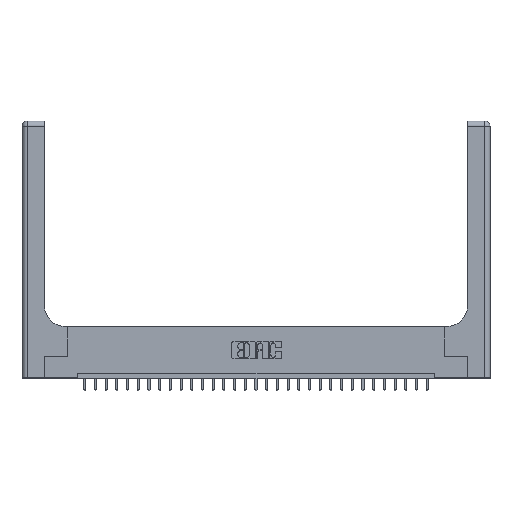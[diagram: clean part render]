
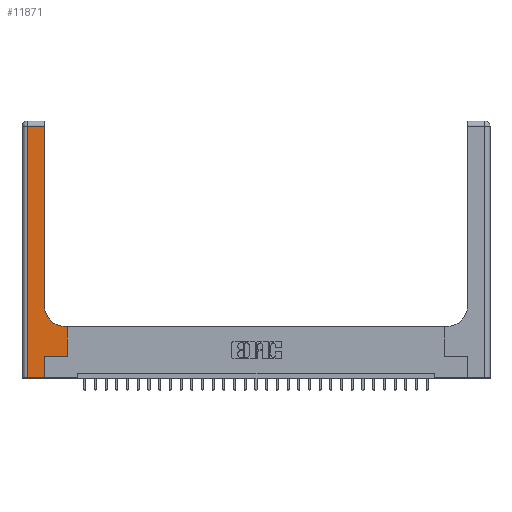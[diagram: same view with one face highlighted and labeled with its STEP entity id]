
A CAD part, top view. The second image highlights one B-rep face of the part: STEP entity #11871.
In plain terms, the highlighted planar face has unit normal (0, 0, 1).
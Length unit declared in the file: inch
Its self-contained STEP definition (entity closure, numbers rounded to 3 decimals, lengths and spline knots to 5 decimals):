
#359 = DIRECTION ( 'NONE',  ( 1., 0., 0. ) ) ;
#375 = EDGE_CURVE ( 'NONE', #9161, #13937, #22444, .T. ) ;
#490 = CIRCLE ( 'NONE', #19506, 0.25 ) ;
#1170 = VERTEX_POINT ( 'NONE', #13226 ) ;
#1322 = VECTOR ( 'NONE', #24584, 39.37008 ) ;
#1552 = EDGE_CURVE ( 'NONE', #19086, #7312, #4905, .T. ) ;
#1788 = DIRECTION ( 'NONE',  ( -1., 0., 0. ) ) ;
#2445 = CARTESIAN_POINT ( 'NONE',  ( 0.265, 0.25, 0.37 ) ) ;
#2563 = CARTESIAN_POINT ( 'NONE',  ( 0.265, 0.25, 0.37 ) ) ;
#2789 = DIRECTION ( 'NONE',  ( 0., -1., 0. ) ) ;
#3056 = LINE ( 'NONE', #26428, #25156 ) ;
#3957 = CARTESIAN_POINT ( 'NONE',  ( 0.06, 2.94, 0.37 ) ) ;
#4428 = DIRECTION ( 'NONE',  ( 0., 0., -1. ) ) ;
#4901 = CARTESIAN_POINT ( 'NONE',  ( 0.26, 2.94, 0.37 ) ) ;
#4905 = LINE ( 'NONE', #21504, #7681 ) ;
#4920 = CARTESIAN_POINT ( 'NONE',  ( 0.528, 0.25, 0.37 ) ) ;
#5066 = DIRECTION ( 'NONE',  ( 1., 0., 0. ) ) ;
#5180 = LINE ( 'NONE', #4920, #9577 ) ;
#5469 = EDGE_CURVE ( 'NONE', #1170, #19086, #5180, .T. ) ;
#5706 = ORIENTED_EDGE ( 'NONE', *, *, #13824, .T. ) ;
#5927 = CARTESIAN_POINT ( 'NONE',  ( 0.26, 3., 0.37 ) ) ;
#6238 = VECTOR ( 'NONE', #26392, 39.37008 ) ;
#7245 = VERTEX_POINT ( 'NONE', #9388 ) ;
#7312 = VERTEX_POINT ( 'NONE', #11596 ) ;
#7419 = DIRECTION ( 'NONE',  ( 1., 0., 0. ) ) ;
#7527 = CARTESIAN_POINT ( 'NONE',  ( 0., 2.94, 0.37 ) ) ;
#7659 = EDGE_CURVE ( 'NONE', #7312, #22899, #490, .T. ) ;
#7681 = VECTOR ( 'NONE', #23852, 39.37008 ) ;
#7784 = DIRECTION ( 'NONE',  ( -1., 0., 0. ) ) ;
#8949 = LINE ( 'NONE', #2445, #12614 ) ;
#9161 = VERTEX_POINT ( 'NONE', #4901 ) ;
#9388 = CARTESIAN_POINT ( 'NONE',  ( 0.06, 0., 0.37 ) ) ;
#9577 = VECTOR ( 'NONE', #25924, 39.37008 ) ;
#9625 = CARTESIAN_POINT ( 'NONE',  ( 0.51, 0.85, 0.37 ) ) ;
#9695 = EDGE_CURVE ( 'NONE', #13937, #7245, #3056, .T. ) ;
#10534 = ORIENTED_EDGE ( 'NONE', *, *, #7659, .T. ) ;
#10655 = PLANE ( 'NONE',  #23297 ) ;
#10846 = LINE ( 'NONE', #25474, #6238 ) ;
#11596 = CARTESIAN_POINT ( 'NONE',  ( 0.51, 0.6, 0.37 ) ) ;
#11871 = ADVANCED_FACE ( 'NONE', ( #16858 ), #10655, .F. ) ;
#12109 = VERTEX_POINT ( 'NONE', #24448 ) ;
#12283 = ORIENTED_EDGE ( 'NONE', *, *, #5469, .T. ) ;
#12614 = VECTOR ( 'NONE', #359, 39.37008 ) ;
#12854 = CARTESIAN_POINT ( 'NONE',  ( 0., 3., 0.37 ) ) ;
#13226 = CARTESIAN_POINT ( 'NONE',  ( 0.528, 0.25, 0.37 ) ) ;
#13824 = EDGE_CURVE ( 'NONE', #7245, #12109, #17919, .T. ) ;
#13911 = CARTESIAN_POINT ( 'NONE',  ( 0., 0., 0.37 ) ) ;
#13937 = VERTEX_POINT ( 'NONE', #3957 ) ;
#14084 = LINE ( 'NONE', #5927, #1322 ) ;
#15088 = ORIENTED_EDGE ( 'NONE', *, *, #17553, .T. ) ;
#15819 = ORIENTED_EDGE ( 'NONE', *, *, #375, .T. ) ;
#15985 = ORIENTED_EDGE ( 'NONE', *, *, #1552, .T. ) ;
#16858 = FACE_OUTER_BOUND ( 'NONE', #21931, .T. ) ;
#17553 = EDGE_CURVE ( 'NONE', #25338, #1170, #8949, .T. ) ;
#17919 = LINE ( 'NONE', #13911, #19005 ) ;
#18262 = CARTESIAN_POINT ( 'NONE',  ( 0.26, 0.85, 0.37 ) ) ;
#18300 = ORIENTED_EDGE ( 'NONE', *, *, #9695, .T. ) ;
#19005 = VECTOR ( 'NONE', #7419, 39.37008 ) ;
#19086 = VERTEX_POINT ( 'NONE', #26506 ) ;
#19506 = AXIS2_PLACEMENT_3D ( 'NONE', #9625, #26620, #5066 ) ;
#20184 = ORIENTED_EDGE ( 'NONE', *, *, #23260, .T. ) ;
#21504 = CARTESIAN_POINT ( 'NONE',  ( 0.26, 0.6, 0.37 ) ) ;
#21931 = EDGE_LOOP ( 'NONE', ( #20184, #15819, #18300, #5706, #22368, #15088, #12283, #15985, #10534 ) ) ;
#22368 = ORIENTED_EDGE ( 'NONE', *, *, #24416, .T. ) ;
#22444 = LINE ( 'NONE', #7527, #24394 ) ;
#22899 = VERTEX_POINT ( 'NONE', #18262 ) ;
#23260 = EDGE_CURVE ( 'NONE', #22899, #9161, #14084, .T. ) ;
#23297 = AXIS2_PLACEMENT_3D ( 'NONE', #12854, #4428, #1788 ) ;
#23852 = DIRECTION ( 'NONE',  ( -1., 0., 0. ) ) ;
#24394 = VECTOR ( 'NONE', #7784, 39.37008 ) ;
#24416 = EDGE_CURVE ( 'NONE', #12109, #25338, #10846, .T. ) ;
#24448 = CARTESIAN_POINT ( 'NONE',  ( 0.265, 0., 0.37 ) ) ;
#24584 = DIRECTION ( 'NONE',  ( 0., 1., 0. ) ) ;
#25156 = VECTOR ( 'NONE', #2789, 39.37008 ) ;
#25338 = VERTEX_POINT ( 'NONE', #2563 ) ;
#25474 = CARTESIAN_POINT ( 'NONE',  ( 0.265, 0., 0.37 ) ) ;
#25924 = DIRECTION ( 'NONE',  ( 0., 1., 0. ) ) ;
#26392 = DIRECTION ( 'NONE',  ( 0., 1., 0. ) ) ;
#26428 = CARTESIAN_POINT ( 'NONE',  ( 0.06, 3., 0.37 ) ) ;
#26506 = CARTESIAN_POINT ( 'NONE',  ( 0.528, 0.6, 0.37 ) ) ;
#26620 = DIRECTION ( 'NONE',  ( 0., 0., -1. ) ) ;
